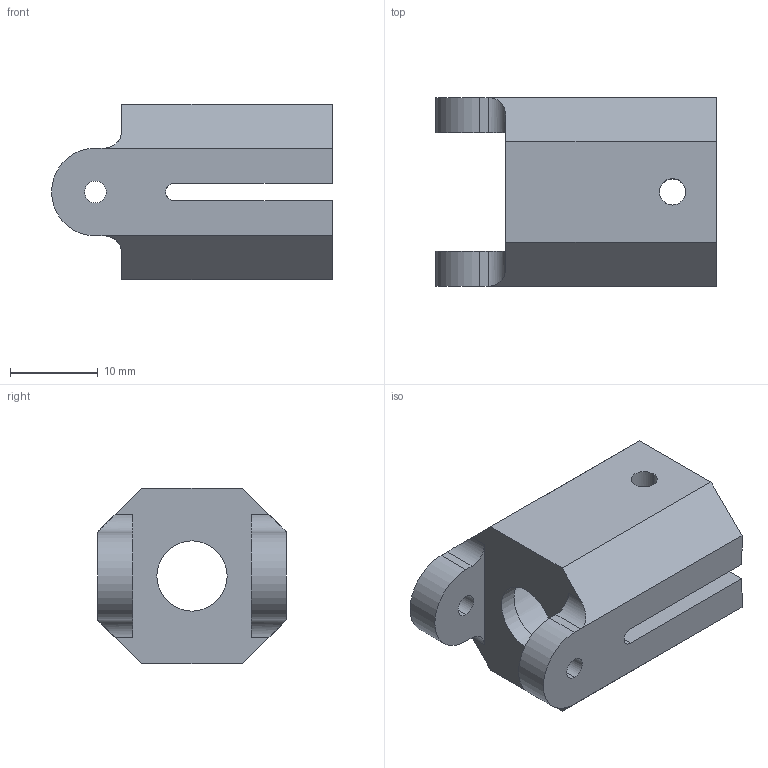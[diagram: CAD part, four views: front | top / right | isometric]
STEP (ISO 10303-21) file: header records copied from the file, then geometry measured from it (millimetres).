
FILE_DESCRIPTION (( 'STEP AP214' ), '1' );
FILE_NAME ('4424434-01.STEP', '2021-09-21T13:58:20', ( '' ), ( '' ), 'SwSTEP 2.0', 'SolidWorks 2016', '' );
FILE_SCHEMA (( 'AUTOMOTIVE_DESIGN' ));
Length unit declared in the file: millimetre
Products named in the file (1): 4424434-01
Bounding box: 32 x 21.5 x 20 mm (x, y, z)
Volume: 4886.2 mm3; surface area: 4002.9 mm2
Topology: 1 solids, 1 shells, 42 faces, 118 edges, 76 vertices
Faces by surface type: plane 22, cylinder 20
Entity records: 1526 total; most frequent: CARTESIAN_POINT 383, ORIENTED_EDGE 236, DIRECTION 226, EDGE_CURVE 118, LINE 76, VECTOR 76, VERTEX_POINT 76, AXIS2_PLACEMENT_3D 75
